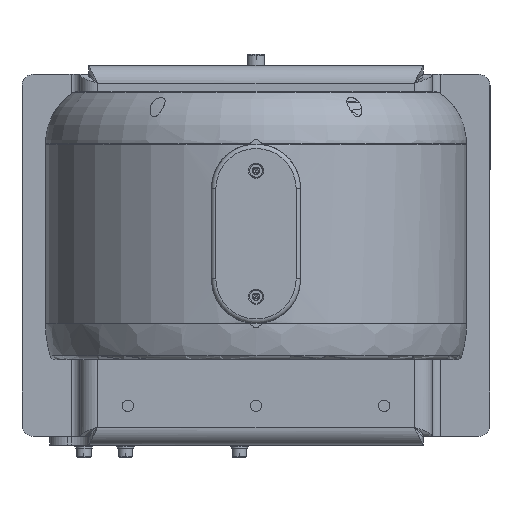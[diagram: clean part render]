
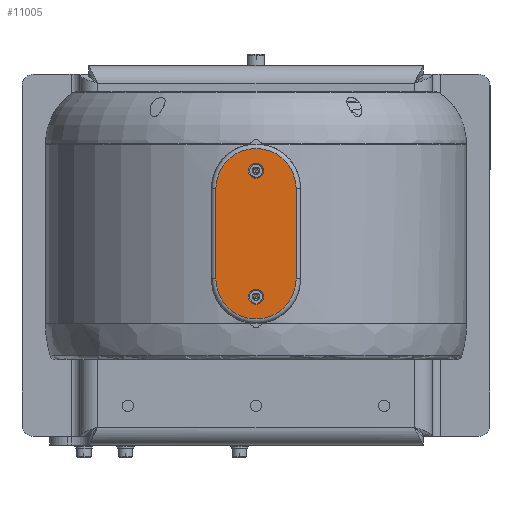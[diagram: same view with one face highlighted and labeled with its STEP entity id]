
A CAD part, front view. The second image highlights one B-rep face of the part: STEP entity #11005.
In plain terms, the highlighted planar face has unit normal (0, -1, 0).
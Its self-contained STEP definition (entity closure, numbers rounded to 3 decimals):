
#2087 = AXIS2_PLACEMENT_3D ( 'NONE', #18047, #30288, #17777 ) ;
#2191 = CIRCLE ( 'NONE', #22125, 6.855 ) ;
#2710 = CARTESIAN_POINT ( 'NONE',  ( 36., -554.1, -21.125 ) ) ;
#7750 = FACE_OUTER_BOUND ( 'NONE', #15196, .T. ) ;
#8308 = FACE_BOUND ( 'NONE', #30184, .T. ) ;
#9561 = CARTESIAN_POINT ( 'NONE',  ( 0., -554.1, -21.125 ) ) ;
#10319 = EDGE_CURVE ( 'NONE', #30280, #30280, #2191, .T. ) ;
#11005 = ADVANCED_FACE ( 'NONE', ( #8308, #45018, #7750 ), #20194, .F. ) ;
#11334 = ORIENTED_EDGE ( 'NONE', *, *, #10319, .F. ) ;
#11787 = CARTESIAN_POINT ( 'NONE',  ( -36., -554.1, 59.875 ) ) ;
#12132 = EDGE_CURVE ( 'NONE', #40665, #27945, #22409, .T. ) ;
#12762 = VECTOR ( 'NONE', #34098, 1000. ) ;
#13145 = CARTESIAN_POINT ( 'NONE',  ( 0., -554.1, -21.125 ) ) ;
#13701 = CARTESIAN_POINT ( 'NONE',  ( -36., -554.1, -21.125 ) ) ;
#13705 = EDGE_CURVE ( 'NONE', #42706, #40665, #22059, .T. ) ;
#14859 = AXIS2_PLACEMENT_3D ( 'NONE', #9561, #17654, #50943 ) ;
#15196 = EDGE_LOOP ( 'NONE', ( #25407, #53232, #41750, #49162 ) ) ;
#16817 = AXIS2_PLACEMENT_3D ( 'NONE', #51249, #43376, #38728 ) ;
#17654 = DIRECTION ( 'NONE',  ( 0., -1., 0. ) ) ;
#17777 = DIRECTION ( 'NONE',  ( 0., 0., -1. ) ) ;
#18047 = CARTESIAN_POINT ( 'NONE',  ( 0., -554.1, 59.875 ) ) ;
#18067 = CARTESIAN_POINT ( 'NONE',  ( 36., -554.1, -21.125 ) ) ;
#19936 = CARTESIAN_POINT ( 'NONE',  ( -36., -554.1, -21.125 ) ) ;
#20194 = PLANE ( 'NONE',  #21345 ) ;
#20916 = ORIENTED_EDGE ( 'NONE', *, *, #44039, .F. ) ;
#21345 = AXIS2_PLACEMENT_3D ( 'NONE', #13145, #38448, #50991 ) ;
#22059 = CIRCLE ( 'NONE', #2087, 36. ) ;
#22125 = AXIS2_PLACEMENT_3D ( 'NONE', #45845, #25115, #41748 ) ;
#22409 = LINE ( 'NONE', #13701, #12762 ) ;
#23148 = VERTEX_POINT ( 'NONE', #2710 ) ;
#24332 = VECTOR ( 'NONE', #34701, 1000. ) ;
#25115 = DIRECTION ( 'NONE',  ( 0., -1., 0. ) ) ;
#25407 = ORIENTED_EDGE ( 'NONE', *, *, #48707, .T. ) ;
#26188 = CIRCLE ( 'NONE', #14859, 36. ) ;
#27471 = VERTEX_POINT ( 'NONE', #44133 ) ;
#27945 = VERTEX_POINT ( 'NONE', #19936 ) ;
#28544 = CARTESIAN_POINT ( 'NONE',  ( 36., -554.1, 59.875 ) ) ;
#30042 = LINE ( 'NONE', #18067, #24332 ) ;
#30184 = EDGE_LOOP ( 'NONE', ( #20916 ) ) ;
#30280 = VERTEX_POINT ( 'NONE', #42613 ) ;
#30288 = DIRECTION ( 'NONE',  ( 0., -1., 0. ) ) ;
#34098 = DIRECTION ( 'NONE',  ( 0., 0., -1. ) ) ;
#34701 = DIRECTION ( 'NONE',  ( 0., 0., 1. ) ) ;
#38448 = DIRECTION ( 'NONE',  ( 0., 1., 0. ) ) ;
#38728 = DIRECTION ( 'NONE',  ( 0., 0., 1. ) ) ;
#40665 = VERTEX_POINT ( 'NONE', #11787 ) ;
#41748 = DIRECTION ( 'NONE',  ( 0., 0., 1. ) ) ;
#41750 = ORIENTED_EDGE ( 'NONE', *, *, #13705, .T. ) ;
#42613 = CARTESIAN_POINT ( 'NONE',  ( 0., -554.1, 82.73 ) ) ;
#42706 = VERTEX_POINT ( 'NONE', #28544 ) ;
#43376 = DIRECTION ( 'NONE',  ( 0., -1., 0. ) ) ;
#44039 = EDGE_CURVE ( 'NONE', #27471, #27471, #48173, .T. ) ;
#44133 = CARTESIAN_POINT ( 'NONE',  ( 0., -554.1, -30.27 ) ) ;
#45018 = FACE_BOUND ( 'NONE', #53045, .T. ) ;
#45845 = CARTESIAN_POINT ( 'NONE',  ( 0., -554.1, 75.875 ) ) ;
#48173 = CIRCLE ( 'NONE', #16817, 6.855 ) ;
#48194 = EDGE_CURVE ( 'NONE', #23148, #42706, #30042, .T. ) ;
#48707 = EDGE_CURVE ( 'NONE', #27945, #23148, #26188, .T. ) ;
#49162 = ORIENTED_EDGE ( 'NONE', *, *, #12132, .T. ) ;
#50943 = DIRECTION ( 'NONE',  ( 0., 0., -1. ) ) ;
#50991 = DIRECTION ( 'NONE',  ( 0., 0., -1. ) ) ;
#51249 = CARTESIAN_POINT ( 'NONE',  ( 0., -554.1, -37.125 ) ) ;
#53045 = EDGE_LOOP ( 'NONE', ( #11334 ) ) ;
#53232 = ORIENTED_EDGE ( 'NONE', *, *, #48194, .T. ) ;
